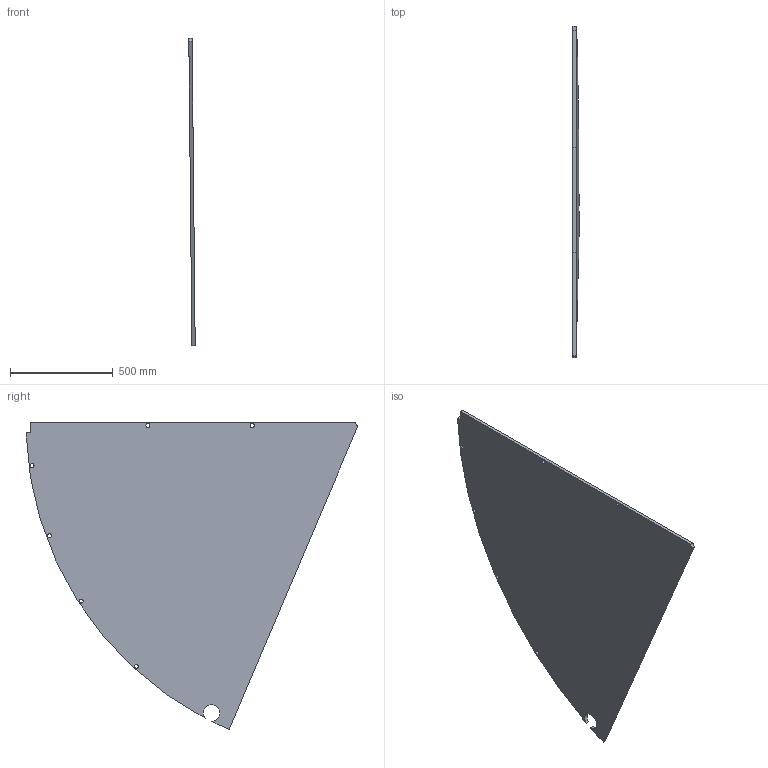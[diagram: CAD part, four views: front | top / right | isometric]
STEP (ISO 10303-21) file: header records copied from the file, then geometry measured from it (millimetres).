
FILE_DESCRIPTION(('CoCreate Modeling STEP Export'),'2;1');
FILE_NAME('s23.stp','2011-05-24T10:48:44',(''),(''),'CoCreate Modeling STEP processor for AP214 (Solid Model)','CoCreate Modeling 18.0P1120 20-Nov-2010 (C) Parametric Technology GmbH','');
FILE_SCHEMA(('AUTOMOTIVE_DESIGN { 1 0 10303 214 1 1 1 1 }'));
Length unit declared in the file: millimetre
Products named in the file (2): 415_BAFFLE_Y0-D.PRT
Assembly tree (1 placements, depth 2):
  415_BAFFLE_Y0-D.PRT
    415_BAFFLE_Y0-D.PRT
Bounding box: 30.91 x 1611.68 x 1490.84 mm (x, y, z)
Volume: 24406597 mm3; surface area: 3141540.4 mm2
Topology: 1 solids, 1 shells, 24 faces, 70 edges, 48 vertices
Faces by surface type: cylinder 18, plane 6
Entity records: 982 total; most frequent: ORIENTED_EDGE 140, CARTESIAN_POINT 123, DIRECTION 120, EDGE_CURVE 70, VERTEX_POINT 48, AXIS2_PLACEMENT_3D 45, EDGE_LOOP 36, VECTOR 30
